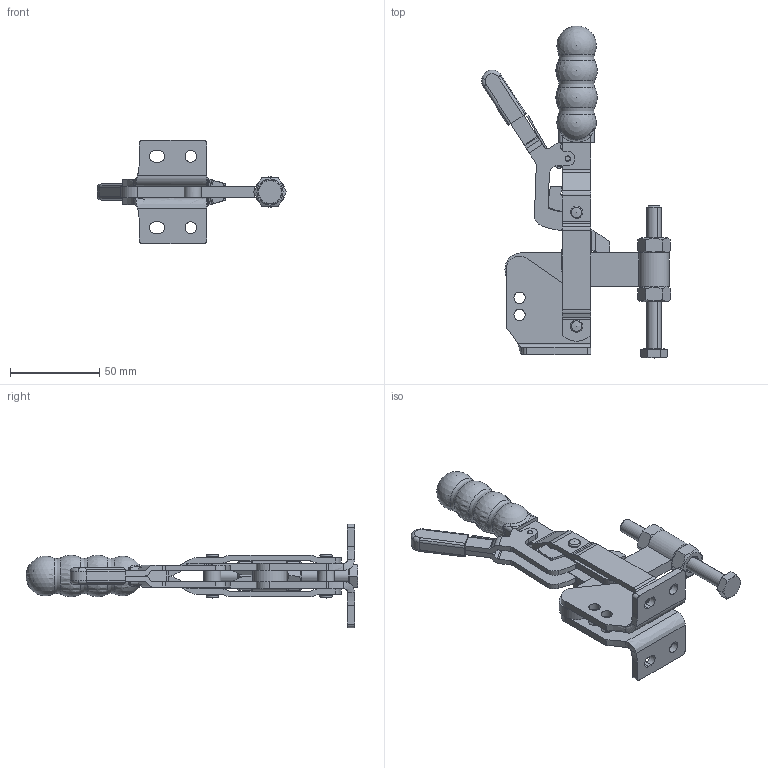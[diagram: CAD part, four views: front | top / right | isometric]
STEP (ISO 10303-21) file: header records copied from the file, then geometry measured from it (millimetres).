
FILE_DESCRIPTION((''),'2;1');
FILE_NAME('MG2SB-SL.stp','2009-11-24T14:57:58',('David'),(''),'Autodesk Inventor 8','Autodesk Inventor 8','');
FILE_SCHEMA(('AUTOMOTIVE_DESIGN { 1 0 10303 214 1 1 1 1 }'));
Length unit declared in the file: millimetre
Products named in the file (7): MG2SB-SL; MG2-SL SIDEPLATE B ASSEMBLY; MG2-SL HANDLE ASSEMBLY; MG2-SL LINK ASSEMBLY; MG2-SL S-BAR ASSEMBLY; MG2-SL LEVER ASSEMBLY; ISO 4017  (Regular Thread) M8 x 80
Assembly tree (6 placements, depth 2):
  MG2SB-SL
    MG2-SL SIDEPLATE B ASSEMBLY
    MG2-SL HANDLE ASSEMBLY
    MG2-SL LINK ASSEMBLY
    MG2-SL S-BAR ASSEMBLY
    MG2-SL LEVER ASSEMBLY
    ISO 4017  (Regular Thread) M8 x 80
Bounding box: 106.06 x 186.3 x 57.92 mm (x, y, z)
Volume: 89485.7 mm3; surface area: 49943.6 mm2
Topology: 7 solids, 8 shells, 451 faces, 1227 edges, 803 vertices
Faces by surface type: bspline 156, cylinder 131, plane 116, cone 34, torus 8, sphere 6
Full cylindrical faces by diameter (mm): 6.35 x2
Entity records: 17376 total; most frequent: CARTESIAN_POINT 6243, ORIENTED_EDGE 2372, DIRECTION 2215, EDGE_CURVE 1186, AXIS2_PLACEMENT_3D 803, VERTEX_POINT 783, VECTOR 609, LINE 609
